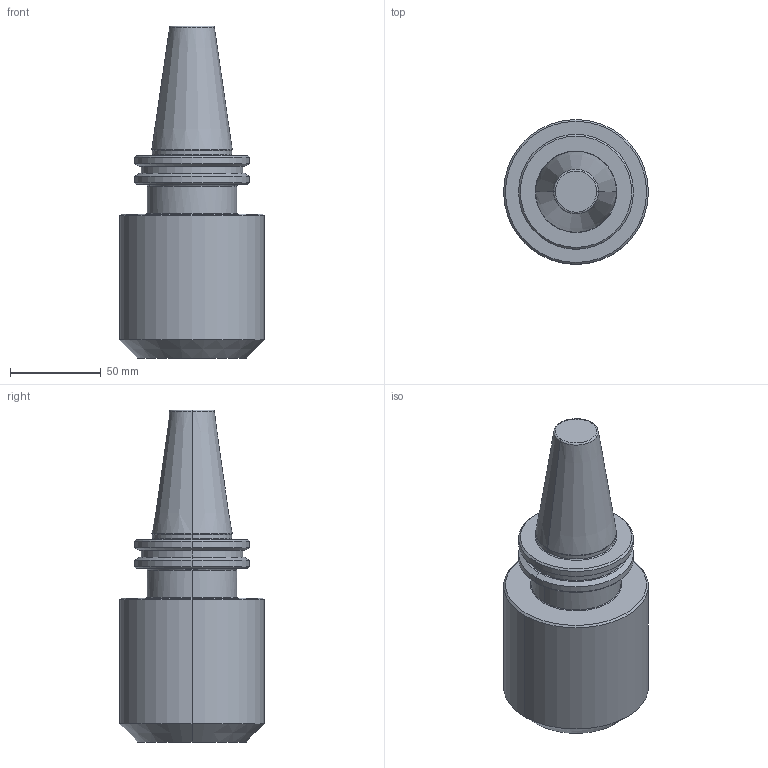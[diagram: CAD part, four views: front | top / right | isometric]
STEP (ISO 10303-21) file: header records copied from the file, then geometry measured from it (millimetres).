
FILE_DESCRIPTION (( 'STEP AP203' ), '1' );
FILE_NAME ('SK40 WE40 115 AD-6.3G15000 SL.STEP', '2019-04-27T10:44:09', ( '' ), ( '' ), 'SwSTEP 2.0', 'SolidWorks 2014', '' );
FILE_SCHEMA (( 'CONFIG_CONTROL_DESIGN' ));
Length unit declared in the file: millimetre
Products named in the file (1): SK40 WE40 115 AD-6.3G15000 SL
Bounding box: 80 x 80 x 183.4 mm (x, y, z)
Volume: 536664.4 mm3; surface area: 43837 mm2
Topology: 1 solids, 1 shells, 44 faces, 91 edges, 54 vertices
Faces by surface type: cone 16, cylinder 12, plane 8, bspline 7, torus 1
Entity records: 1973 total; most frequent: CARTESIAN_POINT 972, DIRECTION 207, ORIENTED_EDGE 182, EDGE_CURVE 91, AXIS2_PLACEMENT_3D 89, VERTEX_POINT 54, CIRCLE 51, EDGE_LOOP 49
